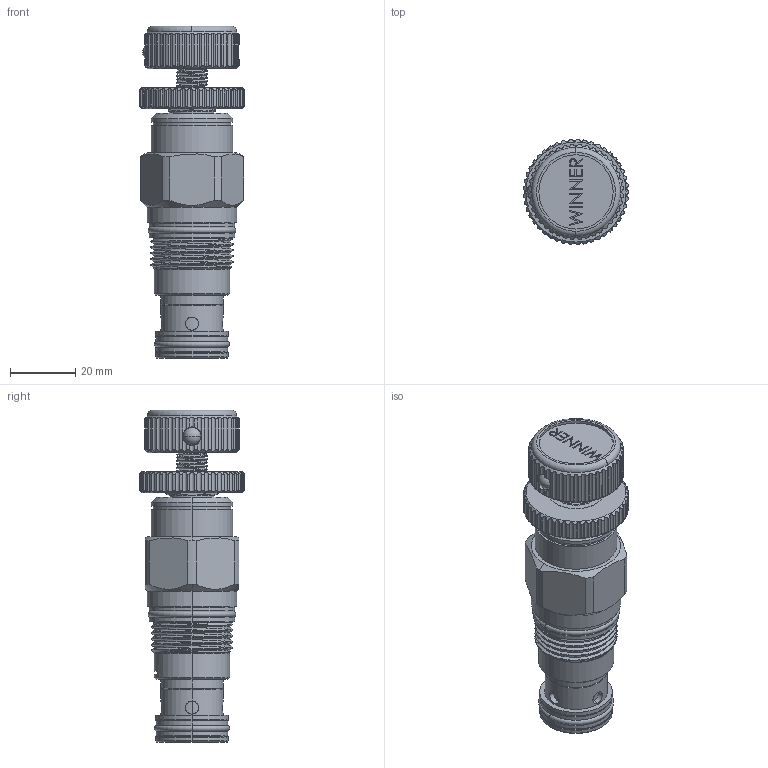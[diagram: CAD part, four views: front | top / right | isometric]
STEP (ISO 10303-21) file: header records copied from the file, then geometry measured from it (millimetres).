
FILE_DESCRIPTION (( 'STEP AP203' ), '1' );
FILE_NAME ('FR5A2F-K.STEP', '2024-05-30T02:13:57', ( '' ), ( '' ), 'SwSTEP 2.0', 'SolidWorks 2018', '' );
FILE_SCHEMA (( 'CONFIG_CONTROL_DESIGN' ));
Length unit declared in the file: millimetre
Products named in the file (1): FR5A2F-K
Bounding box: 32.18 x 32.2 x 101.45 mm (x, y, z)
Volume: 49604.2 mm3; surface area: 13338.2 mm2
Topology: 1 solids, 1 shells, 558 faces, 1493 edges, 965 vertices
Faces by surface type: cylinder 342, plane 132, cone 43, bspline 21, torus 18, sphere 2
Entity records: 27625 total; most frequent: CARTESIAN_POINT 14338, ORIENTED_EDGE 2962, DIRECTION 2521, EDGE_CURVE 1481, VERTEX_POINT 965, AXIS2_PLACEMENT_3D 953, LINE 615, VECTOR 615
